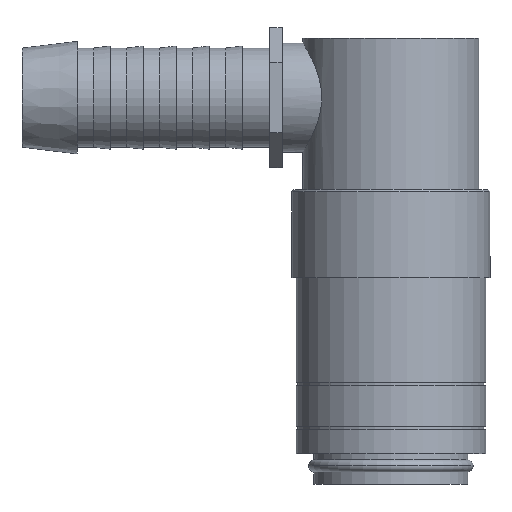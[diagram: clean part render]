
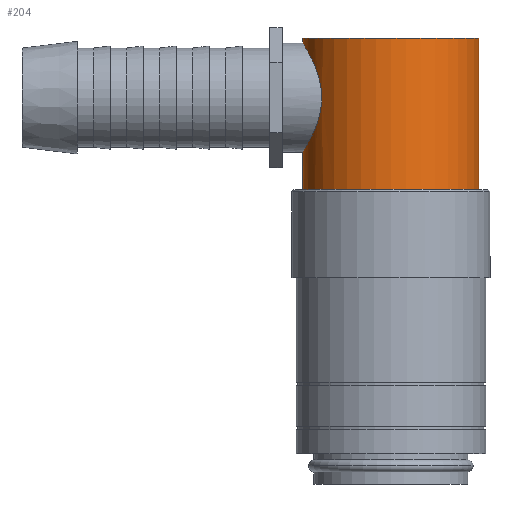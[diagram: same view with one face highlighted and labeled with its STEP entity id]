
A CAD part, top view. The second image highlights one B-rep face of the part: STEP entity #204.
In plain terms, the highlighted cylindrical face has radius 8 mm (diameter 16 mm), a partial arc.
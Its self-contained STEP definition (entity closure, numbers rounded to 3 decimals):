
#204=ADVANCED_FACE('',(#447),#448,.T.);
#447=FACE_OUTER_BOUND('',#724,.T.);
#448=CYLINDRICAL_SURFACE('',#725,8.0);
#724=EDGE_LOOP('',(#1225,#1226,#1227,#1228,#1229,#1230));
#725=AXIS2_PLACEMENT_3D('',#1231,#1232,#1233);
#1225=ORIENTED_EDGE('',*,*,#1662,.T.);
#1226=ORIENTED_EDGE('',*,*,#1605,.F.);
#1227=ORIENTED_EDGE('',*,*,#1666,.T.);
#1228=ORIENTED_EDGE('',*,*,#1571,.F.);
#1229=ORIENTED_EDGE('',*,*,#1663,.T.);
#1230=ORIENTED_EDGE('',*,*,#1630,.F.);
#1231=CARTESIAN_POINT('',(0.0,32.594,0.0));
#1232=DIRECTION('',(-0.0,1.0,0.0));
#1233=DIRECTION('',(1.0,0.0,0.0));
#1571=EDGE_CURVE('',#1863,#1859,#1865,.T.);
#1605=EDGE_CURVE('',#1917,#1916,#1919,.T.);
#1630=EDGE_CURVE('',#1958,#1957,#1960,.T.);
#1662=EDGE_CURVE('',#1958,#1916,#2004,.T.);
#1663=EDGE_CURVE('',#1863,#1957,#2005,.T.);
#1666=EDGE_CURVE('',#1917,#1859,#2009,.T.);
#1859=VERTEX_POINT('',#2241);
#1863=VERTEX_POINT('',#2246);
#1865=B_SPLINE_CURVE_WITH_KNOTS('',3,(#2249,#2250,#2251,#2252,#2253,#2254,#2255,#2256,#2257,#2258,#2259,#2260,#2261,#2262,#2263,#2264,#2265,#2266,#2267,#2268,#2269,#2270,#2271,#2272,#2273,#2274,#2275,#2276,#2277,#2278,#2279,#2280,#2281,#2282),.UNSPECIFIED.,.F.,.F.,(4,2,2,2,2,2,2,2,2,2,2,2,2,2,2,2,4),(7.714,8.674,9.635,10.595,11.556,12.524,13.491,14.459,15.427,16.395,17.363,18.331,19.298,20.259,21.22,22.18,23.141),.UNSPECIFIED.);
#1916=VERTEX_POINT('',#2343);
#1917=VERTEX_POINT('',#2344);
#1919=CIRCLE('',#2346,8.0);
#1957=VERTEX_POINT('',#2388);
#1958=VERTEX_POINT('',#2389);
#1960=CIRCLE('',#2391,8.0);
#2004=LINE('',#2441,#2442);
#2005=LINE('',#2443,#2444);
#2009=LINE('',#2482,#2483);
#2241=CARTESIAN_POINT('',(-8.0,40.05,0.));
#2246=CARTESIAN_POINT('',(-8.0,30.15,0.));
#2249=CARTESIAN_POINT('',(-8.0,30.15,0.));
#2250=CARTESIAN_POINT('',(-8.0,30.15,0.32));
#2251=CARTESIAN_POINT('',(-7.98,30.182,0.649));
#2252=CARTESIAN_POINT('',(-7.901,30.311,1.296));
#2253=CARTESIAN_POINT('',(-7.841,30.409,1.616));
#2254=CARTESIAN_POINT('',(-7.691,30.665,2.223));
#2255=CARTESIAN_POINT('',(-7.601,30.823,2.512));
#2256=CARTESIAN_POINT('',(-7.404,31.183,3.044));
#2257=CARTESIAN_POINT('',(-7.298,31.386,3.286));
#2258=CARTESIAN_POINT('',(-7.089,31.816,3.716));
#2259=CARTESIAN_POINT('',(-6.978,32.059,3.919));
#2260=CARTESIAN_POINT('',(-6.763,32.59,4.279));
#2261=CARTESIAN_POINT('',(-6.66,32.878,4.435));
#2262=CARTESIAN_POINT('',(-6.483,33.483,4.69));
#2263=CARTESIAN_POINT('',(-6.41,33.801,4.788));
#2264=CARTESIAN_POINT('',(-6.31,34.448,4.918));
#2265=CARTESIAN_POINT('',(-6.285,34.777,4.95));
#2266=CARTESIAN_POINT('',(-6.285,35.423,4.95));
#2267=CARTESIAN_POINT('',(-6.31,35.752,4.918));
#2268=CARTESIAN_POINT('',(-6.41,36.399,4.788));
#2269=CARTESIAN_POINT('',(-6.483,36.717,4.69));
#2270=CARTESIAN_POINT('',(-6.66,37.322,4.435));
#2271=CARTESIAN_POINT('',(-6.763,37.61,4.279));
#2272=CARTESIAN_POINT('',(-6.978,38.141,3.919));
#2273=CARTESIAN_POINT('',(-7.089,38.384,3.716));
#2274=CARTESIAN_POINT('',(-7.298,38.814,3.286));
#2275=CARTESIAN_POINT('',(-7.404,39.017,3.044));
#2276=CARTESIAN_POINT('',(-7.601,39.377,2.512));
#2277=CARTESIAN_POINT('',(-7.691,39.535,2.223));
#2278=CARTESIAN_POINT('',(-7.841,39.791,1.616));
#2279=CARTESIAN_POINT('',(-7.901,39.889,1.296));
#2280=CARTESIAN_POINT('',(-7.98,40.018,0.649));
#2281=CARTESIAN_POINT('',(-8.0,40.05,0.32));
#2282=CARTESIAN_POINT('',(-8.0,40.05,0.));
#2343=CARTESIAN_POINT('',(8.0,40.5,0.0));
#2344=CARTESIAN_POINT('',(-8.0,40.5,0.));
#2346=AXIS2_PLACEMENT_3D('',#2865,#2866,#2867);
#2388=CARTESIAN_POINT('',(-8.0,26.75,0.));
#2389=CARTESIAN_POINT('',(8.0,26.75,0.));
#2391=AXIS2_PLACEMENT_3D('',#2914,#2915,#2916);
#2441=CARTESIAN_POINT('',(8.0,32.594,0.));
#2442=VECTOR('',#2971,1.0);
#2443=CARTESIAN_POINT('',(-8.0,32.594,0.));
#2444=VECTOR('',#2972,1.0);
#2482=CARTESIAN_POINT('',(-8.0,32.594,0.));
#2483=VECTOR('',#2973,1.0);
#2865=CARTESIAN_POINT('',(0.0,40.5,0.0));
#2866=DIRECTION('',(-0.0,1.0,0.0));
#2867=DIRECTION('',(1.0,0.0,0.0));
#2914=CARTESIAN_POINT('',(0.0,26.75,0.0));
#2915=DIRECTION('',(0.0,-1.0,0.0));
#2916=DIRECTION('',(1.0,0.0,0.0));
#2971=DIRECTION('',(0.0,1.0,0.0));
#2972=DIRECTION('',(-0.0,-1.0,-0.0));
#2973=DIRECTION('',(-0.0,-1.0,-0.0));
